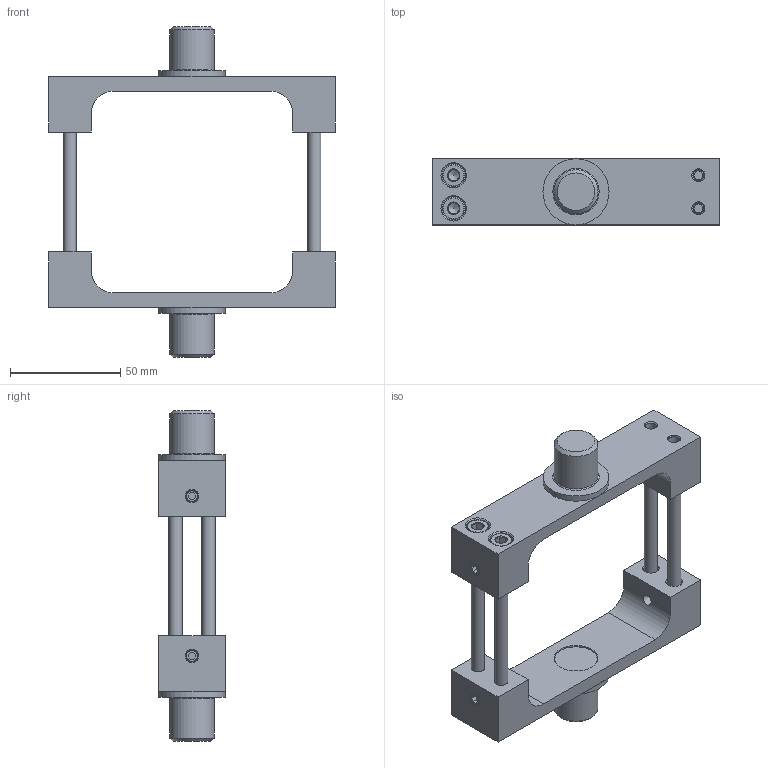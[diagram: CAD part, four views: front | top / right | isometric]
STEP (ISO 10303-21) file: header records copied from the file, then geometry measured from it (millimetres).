
FILE_DESCRIPTION((''),'2;1');
FILE_NAME('CERI80X.stp','2014-09-25T15:23:11',('pc6'),(''),'Autodesk Inventor 2011','Autodesk Inventor 2011','');
FILE_SCHEMA(('AUTOMOTIVE_DESIGN { 1 0 10303 214 1 1 1 1 }'));
Length unit declared in the file: millimetre
Products named in the file (5): CERI80X; STF80X; PPC6380X; VM690; GRM616
Assembly tree (12 placements, depth 2):
  CERI80X
    STF80X  x2
    PPC6380X  x2
    VM690  x4
    GRM616  x4
Bounding box: 130 x 30 x 150 mm (x, y, z)
Volume: 117069.3 mm3; surface area: 46979.3 mm2
Topology: 12 solids, 12 shells, 228 faces, 524 edges, 334 vertices
Faces by surface type: plane 130, cone 54, cylinder 42, torus 2
Full cylindrical faces by diameter (mm): 4.917 x8, 6 x8, 6.5 x4, 10 x4, 10.5 x4, 19.6 x2, 20 x6, 30 x2
Entity records: 2287 total; most frequent: CARTESIAN_POINT 417, DIRECTION 386, ORIENTED_EDGE 282, AXIS2_PLACEMENT_3D 161, EDGE_CURVE 141, EDGE_LOOP 138, VERTEX_POINT 111, FACE_OUTER_BOUND 81
